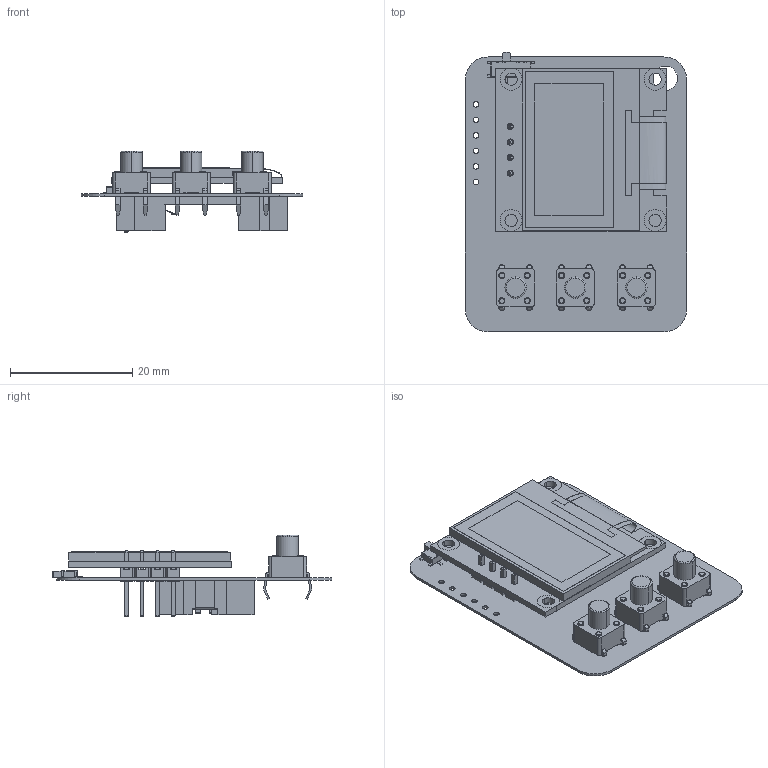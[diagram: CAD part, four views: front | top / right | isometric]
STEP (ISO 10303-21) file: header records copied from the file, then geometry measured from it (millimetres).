
FILE_DESCRIPTION(('Open CASCADE Model'),'2;1');
FILE_NAME('Open CASCADE Shape Model','2017-11-18T16:14:45',('Author'),( 'Open CASCADE'),'Open CASCADE STEP processor 6.8','Open CASCADE 6.8' ,'Unknown');
FILE_SCHEMA(('AUTOMOTIVE_DESIGN { 1 0 10303 214 1 1 1 1 }'));
Length unit declared in the file: millimetre
Products named in the file (15): PCB; Board; BT1; cr2032_white; User_Library-CR2032_Holder_Holder_Domyslna; User_Library-CR2032_Holder_Pin_minus_Domyslna; User_Library-CR2032_Holder_Pin_plus_Domyslna; ?; 128x64I2COLEDDisplayAdafruit; S4; slideswitch; S2; tac6x6; S1; S3
Assembly tree (16 placements, depth 4):
  PCB
    Board
    BT1
      cr2032_white
        User_Library-CR2032_Holder_Holder_Domyslna
        User_Library-CR2032_Holder_Pin_minus_Domyslna
        User_Library-CR2032_Holder_Pin_plus_Domyslna
    ?
      128x64I2COLEDDisplayAdafruit
    S4
      slideswitch
    S2
      tac6x6
    S1
      tac6x6
    S3
      tac6x6
Bounding box: 36.25 x 45.8 x 13.37 mm (x, y, z)
Volume: 3465 mm3; surface area: 8213.1 mm2
Topology: 16 solids, 16 shells, 938 faces, 2494 edges, 1613 vertices
Faces by surface type: plane 625, cylinder 245, torus 38, cone 12, sphere 12, bspline 6
Full cylindrical faces by diameter (mm): 0.8 x2, 0.9 x6, 1 x12, 1.118 x4, 4 x1
Entity records: 24808 total; most frequent: CARTESIAN_POINT 4554, ORIENTED_EDGE 3940, DIRECTION 3774, EDGE_CURVE 1970, LINE 1428, VECTOR 1428, VERTEX_POINT 1281, AXIS2_PLACEMENT_3D 1173
